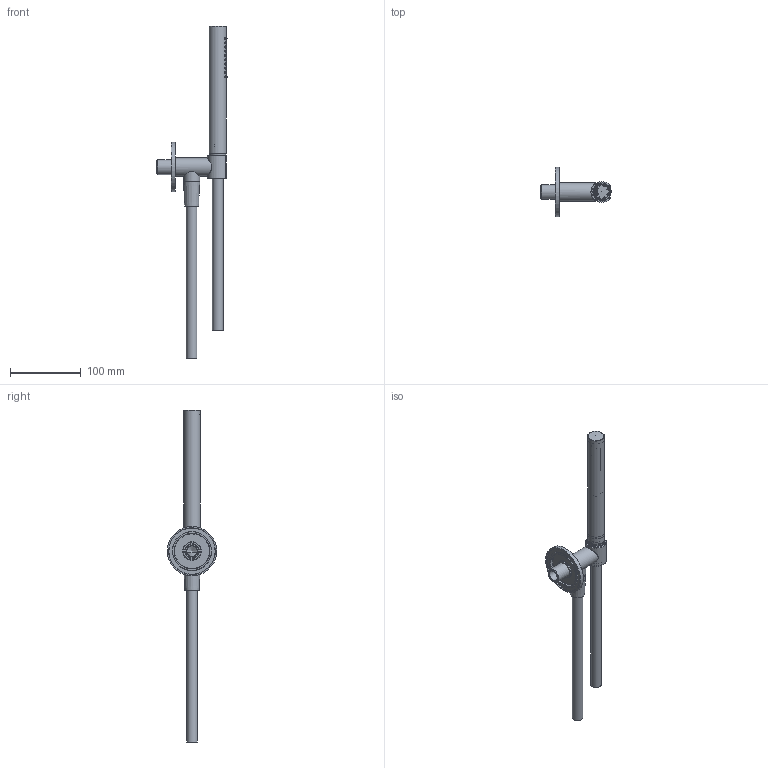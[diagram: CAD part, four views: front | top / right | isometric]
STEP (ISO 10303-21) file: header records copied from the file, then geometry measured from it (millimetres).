
FILE_DESCRIPTION(/* description */ ('Unknown'),/* implementation_level */ '2;1');
FILE_NAME(/* name */ 'M445-00',/* time_stamp */ '2025-01-17T17:40:38+01:00',/* author */ ('Unknown'),/* organization */ ('Unknown'),/* preprocessor_version */ 'ST-DEVELOPER v19.4',/* originating_system */ 'Solid Edge',/* authorisation */ 'Unknown');
FILE_SCHEMA (('AUTOMOTIVE_DESIGN {1 0 10303 214 3 1 1}'));
Length unit declared in the file: millimetre
Products named in the file (15): M445-00; M515-00_oa_0; M515-001; M515-01; M515-03; M514-03; CB450-10; M514-07; M015-001; M354-00_oa_1; M354-001_oa_2; C101014_02100ZZ; A133037_13400ZZ; A089014_00101ZZ; A064038_12900ZZ
Assembly tree (15 placements, depth 4):
  M445-00
    M515-00_oa_0
      M515-001
        M515-01
        M515-03
      M514-03
      CB450-10
      M514-07
    M015-001  x2
    M354-00_oa_1
      M354-001_oa_2
        C101014_02100ZZ
        A133037_13400ZZ
        A089014_00101ZZ
        A064038_12900ZZ
Bounding box: 99.14 x 70 x 470.13 mm (x, y, z)
Volume: 175526.2 mm3; surface area: 110171.1 mm2
Topology: 11 solids, 11 shells, 1148 faces, 2993 edges, 1893 vertices
Faces by surface type: cylinder 340, plane 276, bspline 248, torus 155, cone 106, sphere 23
Full cylindrical faces by diameter (mm): 3.2 x40, 4.134 x2, 5.5 x1, 11 x1, 15 x4, 16.5 x2, 18 x2, 18.631 x5, 18.8 x2, 20.8 x4, 20.955 x3, 21.166 x1, 21.6 x2, 21.8 x1, 22 x2, 22.1 x1, 23 x3, 23.3 x1, 24 x1, 25.3 x1, 25.997 x1, 50 x1, 55.5 x1, 65.5 x1, 70 x1
Entity records: 45603 total; most frequent: CARTESIAN_POINT 20539, ORIENTED_EDGE 5072, DIRECTION 4492, EDGE_CURVE 2536, AXIS2_PLACEMENT_3D 1851, VERTEX_POINT 1706, FACE_BOUND 1590, EDGE_LOOP 1588
